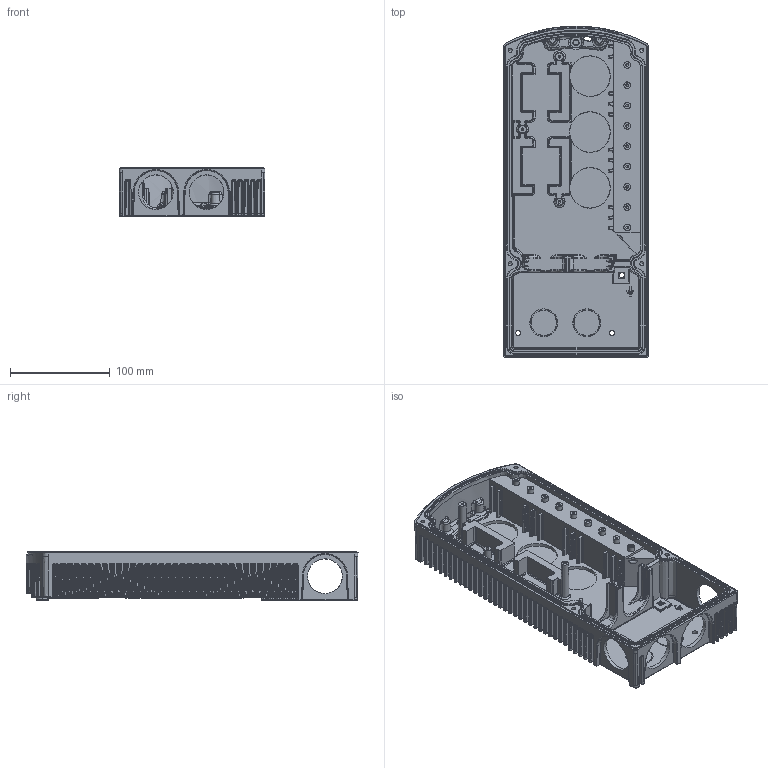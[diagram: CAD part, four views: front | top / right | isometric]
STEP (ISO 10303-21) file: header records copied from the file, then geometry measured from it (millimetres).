
FILE_DESCRIPTION((''),'2;1');
FILE_NAME('Classic base turbo ready.stp','2007-10-27T00:54:15',('robin'),(''),'Autodesk Inventor 9','Autodesk Inventor 9','');
FILE_SCHEMA(('AUTOMOTIVE_DESIGN { 1 0 10303 214 1 1 1 1 }'));
Length unit declared in the file: inch
Products named in the file (1): Classic base extended 2006
Bounding box: 146 x 332.14 x 48.77 mm (x, y, z)
Volume: 575345.4 mm3; surface area: 242823.6 mm2
Topology: 1 solids, 1 shells, 4782 faces, 12386 edges, 7525 vertices
Faces by surface type: cylinder 2092, bspline 1194, plane 965, cone 388, torus 133, sphere 10
Entity records: 197479 total; most frequent: CARTESIAN_POINT 82805, DIRECTION 24712, ORIENTED_EDGE 24326, EDGE_CURVE 12163, AXIS2_PLACEMENT_3D 10013, VERTEX_POINT 7525, EDGE_LOOP 4940, FACE_OUTER_BOUND 4782
